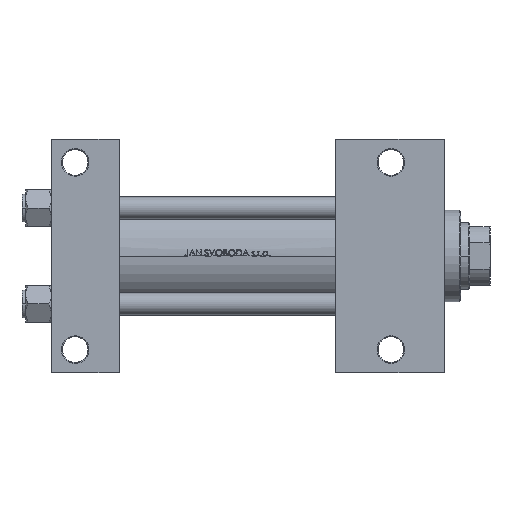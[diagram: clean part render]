
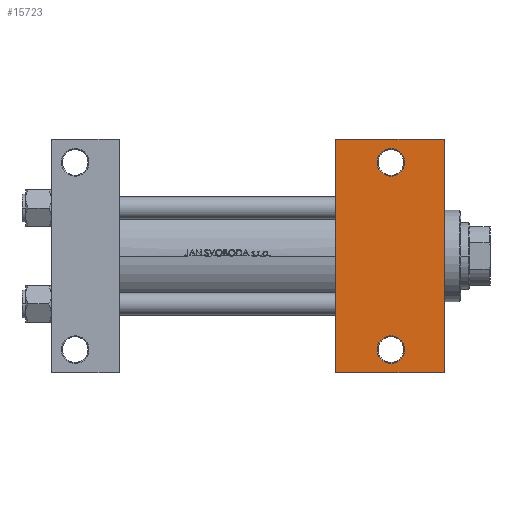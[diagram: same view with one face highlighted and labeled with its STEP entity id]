
A CAD part, front view. The second image highlights one B-rep face of the part: STEP entity #15723.
In plain terms, the highlighted face is planar.
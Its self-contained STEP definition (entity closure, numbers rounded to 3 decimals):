
#554 = LINE ( 'NONE', #7044, #32618 ) ;
#609 = VERTEX_POINT ( 'NONE', #29172 ) ;
#708 = AXIS2_PLACEMENT_3D ( 'NONE', #38993, #6051, #32506 ) ;
#1464 = CIRCLE ( 'NONE', #708, 7.5 ) ;
#2355 = VERTEX_POINT ( 'NONE', #30397 ) ;
#3163 = EDGE_CURVE ( 'NONE', #43001, #7350, #1464, .T. ) ;
#3388 = EDGE_CURVE ( 'NONE', #2355, #38628, #13643, .T. ) ;
#3772 = CARTESIAN_POINT ( 'NONE',  ( 214., -63.5, -37.5 ) ) ;
#5229 = ORIENTED_EDGE ( 'NONE', *, *, #17431, .T. ) ;
#5672 = VERTEX_POINT ( 'NONE', #9827 ) ;
#5993 = EDGE_CURVE ( 'NONE', #38628, #38728, #554, .T. ) ;
#6051 = DIRECTION ( 'NONE',  ( 0., 0., 1. ) ) ;
#6488 = DIRECTION ( 'NONE',  ( 0., 0., 1. ) ) ;
#7044 = CARTESIAN_POINT ( 'NONE',  ( 214., 37.5, -37.5 ) ) ;
#7350 = VERTEX_POINT ( 'NONE', #44628 ) ;
#8605 = ORIENTED_EDGE ( 'NONE', *, *, #13375, .T. ) ;
#9512 = CARTESIAN_POINT ( 'NONE',  ( 185., 51., -37.5 ) ) ;
#9827 = CARTESIAN_POINT ( 'NONE',  ( 177.5, -51., -37.5 ) ) ;
#9863 = EDGE_CURVE ( 'NONE', #609, #5672, #29528, .T. ) ;
#10424 = VECTOR ( 'NONE', #17737, 1000. ) ;
#11949 = DIRECTION ( 'NONE',  ( -1., 0., 0. ) ) ;
#11988 = CARTESIAN_POINT ( 'NONE',  ( 155., 37.5, -37.5 ) ) ;
#12267 = ORIENTED_EDGE ( 'NONE', *, *, #5993, .T. ) ;
#13375 = EDGE_CURVE ( 'NONE', #38728, #46182, #19691, .T. ) ;
#13643 = LINE ( 'NONE', #24961, #46012 ) ;
#13929 = ORIENTED_EDGE ( 'NONE', *, *, #27043, .F. ) ;
#14956 = FACE_OUTER_BOUND ( 'NONE', #16461, .T. ) ;
#15122 = DIRECTION ( 'NONE',  ( 0., -1., 0. ) ) ;
#15723 = ADVANCED_FACE ( 'NONE', ( #46949, #25792, #14956 ), #25315, .T. ) ;
#16461 = EDGE_LOOP ( 'NONE', ( #13929, #28704, #12267, #8605 ) ) ;
#17050 = CARTESIAN_POINT ( 'NONE',  ( 155., -63.5, -37.5 ) ) ;
#17431 = EDGE_CURVE ( 'NONE', #5672, #609, #32850, .T. ) ;
#17737 = DIRECTION ( 'NONE',  ( -1., 0., 0. ) ) ;
#18329 = CARTESIAN_POINT ( 'NONE',  ( 214., 37.5, -37.5 ) ) ;
#18742 = LINE ( 'NONE', #11988, #31480 ) ;
#18777 = AXIS2_PLACEMENT_3D ( 'NONE', #31194, #23731, #11949 ) ;
#19334 = AXIS2_PLACEMENT_3D ( 'NONE', #9512, #24647, #38836 ) ;
#19691 = LINE ( 'NONE', #32436, #10424 ) ;
#20101 = CIRCLE ( 'NONE', #19334, 7.5 ) ;
#20670 = ORIENTED_EDGE ( 'NONE', *, *, #9863, .T. ) ;
#21946 = DIRECTION ( 'NONE',  ( 0., 0., -1. ) ) ;
#23731 = DIRECTION ( 'NONE',  ( 0., 0., 1. ) ) ;
#24480 = EDGE_LOOP ( 'NONE', ( #26781, #31267 ) ) ;
#24647 = DIRECTION ( 'NONE',  ( 0., 0., 1. ) ) ;
#24961 = CARTESIAN_POINT ( 'NONE',  ( 155., 63.5, -37.5 ) ) ;
#25315 = PLANE ( 'NONE',  #28184 ) ;
#25792 = FACE_BOUND ( 'NONE', #38734, .T. ) ;
#26781 = ORIENTED_EDGE ( 'NONE', *, *, #3163, .T. ) ;
#27043 = EDGE_CURVE ( 'NONE', #2355, #46182, #18742, .T. ) ;
#28146 = CARTESIAN_POINT ( 'NONE',  ( 185., -51., -37.5 ) ) ;
#28184 = AXIS2_PLACEMENT_3D ( 'NONE', #18329, #21946, #44294 ) ;
#28704 = ORIENTED_EDGE ( 'NONE', *, *, #3388, .T. ) ;
#29172 = CARTESIAN_POINT ( 'NONE',  ( 192.5, -51., -37.5 ) ) ;
#29528 = CIRCLE ( 'NONE', #18777, 7.5 ) ;
#30397 = CARTESIAN_POINT ( 'NONE',  ( 155., 63.5, -37.5 ) ) ;
#31194 = CARTESIAN_POINT ( 'NONE',  ( 185., -51., -37.5 ) ) ;
#31267 = ORIENTED_EDGE ( 'NONE', *, *, #43716, .T. ) ;
#31480 = VECTOR ( 'NONE', #15122, 1000. ) ;
#32091 = CARTESIAN_POINT ( 'NONE',  ( 177.5, 51., -37.5 ) ) ;
#32436 = CARTESIAN_POINT ( 'NONE',  ( 155., -63.5, -37.5 ) ) ;
#32506 = DIRECTION ( 'NONE',  ( -1., 0., 0. ) ) ;
#32618 = VECTOR ( 'NONE', #37115, 1000. ) ;
#32850 = CIRCLE ( 'NONE', #34394, 7.5 ) ;
#34394 = AXIS2_PLACEMENT_3D ( 'NONE', #28146, #6488, #42805 ) ;
#37115 = DIRECTION ( 'NONE',  ( 0., -1., 0. ) ) ;
#38628 = VERTEX_POINT ( 'NONE', #39606 ) ;
#38728 = VERTEX_POINT ( 'NONE', #3772 ) ;
#38734 = EDGE_LOOP ( 'NONE', ( #5229, #20670 ) ) ;
#38836 = DIRECTION ( 'NONE',  ( -1., 0., 0. ) ) ;
#38993 = CARTESIAN_POINT ( 'NONE',  ( 185., 51., -37.5 ) ) ;
#39606 = CARTESIAN_POINT ( 'NONE',  ( 214., 63.5, -37.5 ) ) ;
#42757 = DIRECTION ( 'NONE',  ( 1., 0., 0. ) ) ;
#42805 = DIRECTION ( 'NONE',  ( -1., 0., 0. ) ) ;
#43001 = VERTEX_POINT ( 'NONE', #32091 ) ;
#43716 = EDGE_CURVE ( 'NONE', #7350, #43001, #20101, .T. ) ;
#44294 = DIRECTION ( 'NONE',  ( -1., 0., 0. ) ) ;
#44628 = CARTESIAN_POINT ( 'NONE',  ( 192.5, 51., -37.5 ) ) ;
#46012 = VECTOR ( 'NONE', #42757, 1000. ) ;
#46182 = VERTEX_POINT ( 'NONE', #17050 ) ;
#46949 = FACE_BOUND ( 'NONE', #24480, .T. ) ;
